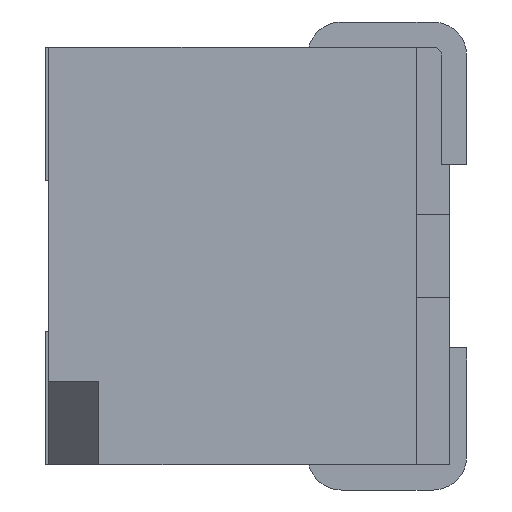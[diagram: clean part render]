
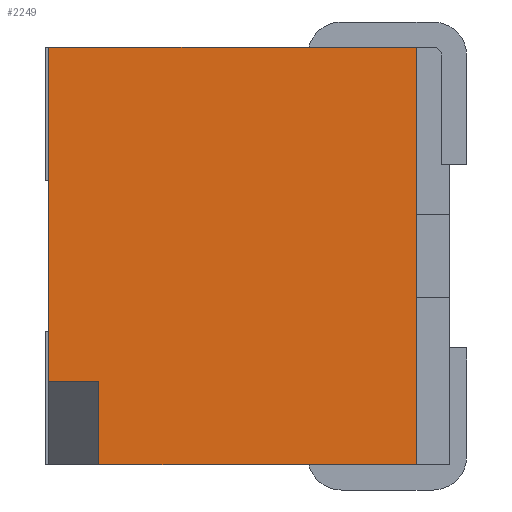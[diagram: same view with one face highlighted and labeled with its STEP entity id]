
A CAD part, left-side view. The second image highlights one B-rep face of the part: STEP entity #2249.
In plain terms, the highlighted planar face has unit normal (-1, 0, 0).
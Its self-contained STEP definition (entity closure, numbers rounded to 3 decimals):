
#124=ORIENTED_EDGE('',*,*,#616,.T.);
#125=ORIENTED_EDGE('',*,*,#617,.T.);
#126=ORIENTED_EDGE('',*,*,#618,.F.);
#127=ORIENTED_EDGE('',*,*,#585,.T.);
#128=ORIENTED_EDGE('',*,*,#619,.T.);
#129=ORIENTED_EDGE('',*,*,#620,.F.);
#585=EDGE_CURVE('',#836,#835,#997,.T.);
#616=EDGE_CURVE('',#858,#859,#1028,.T.);
#617=EDGE_CURVE('',#859,#860,#1029,.T.);
#618=EDGE_CURVE('',#836,#860,#1030,.T.);
#619=EDGE_CURVE('',#835,#861,#1031,.T.);
#620=EDGE_CURVE('',#858,#861,#1032,.T.);
#835=VERTEX_POINT('',#2955);
#836=VERTEX_POINT('',#2957);
#858=VERTEX_POINT('',#3017);
#859=VERTEX_POINT('',#3018);
#860=VERTEX_POINT('',#3020);
#861=VERTEX_POINT('',#3023);
#997=LINE('',#2956,#1213);
#1028=LINE('',#3016,#1244);
#1029=LINE('',#3019,#1245);
#1030=LINE('',#3021,#1246);
#1031=LINE('',#3022,#1247);
#1032=LINE('',#3024,#1248);
#1213=VECTOR('',#2480,1000.);
#1244=VECTOR('',#2525,1000.);
#1245=VECTOR('',#2526,1000.);
#1246=VECTOR('',#2527,1000.);
#1247=VECTOR('',#2528,1000.);
#1248=VECTOR('',#2529,1000.);
#1433=EDGE_LOOP('',(#124,#125,#126,#127,#128,#129));
#1525=FACE_BOUND('',#1433,.T.);
#1617=PLANE('',#2352);
#2249=ADVANCED_FACE('',(#1525),#1617,.F.);
#2352=AXIS2_PLACEMENT_3D('',#3015,#2523,#2524);
#2480=DIRECTION('',(0.,0.,-1.));
#2523=DIRECTION('',(1.,0.,0.));
#2524=DIRECTION('',(0.,0.,-1.));
#2525=DIRECTION('',(0.,-1.,0.));
#2526=DIRECTION('',(0.,0.,1.));
#2527=DIRECTION('',(0.,-1.,0.));
#2528=DIRECTION('',(0.,-1.,0.));
#2529=DIRECTION('',(0.,0.,1.));
#2955=CARTESIAN_POINT('',(-3.,2.4,-0.75));
#2956=CARTESIAN_POINT('',(-3.,2.4,1.25));
#2957=CARTESIAN_POINT('',(-3.,2.4,1.25));
#3015=CARTESIAN_POINT('',(-3.,2.4,1.25));
#3016=CARTESIAN_POINT('',(-3.,2.4,-1.25));
#3017=CARTESIAN_POINT('',(-3.,2.1,-1.25));
#3018=CARTESIAN_POINT('',(-3.,0.2,-1.25));
#3019=CARTESIAN_POINT('',(-3.,0.2,1.25));
#3020=CARTESIAN_POINT('',(-3.,0.2,1.25));
#3021=CARTESIAN_POINT('',(-3.,2.4,1.25));
#3022=CARTESIAN_POINT('',(-3.,2.7,-0.75));
#3023=CARTESIAN_POINT('',(-3.,2.1,-0.75));
#3024=CARTESIAN_POINT('',(-3.,2.1,-1.25));
